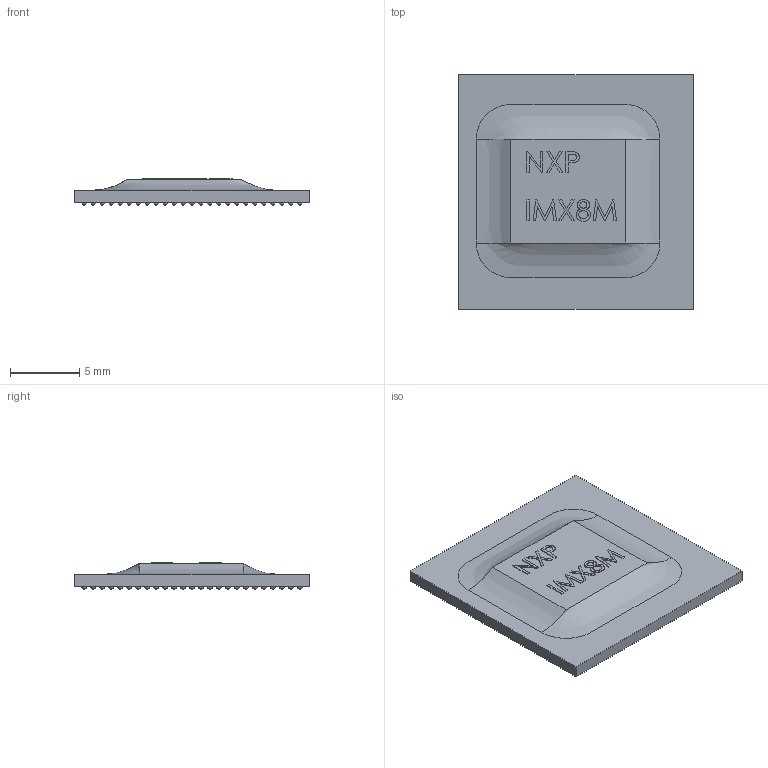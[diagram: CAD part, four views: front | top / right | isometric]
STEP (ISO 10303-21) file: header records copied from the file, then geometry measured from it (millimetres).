
FILE_DESCRIPTION (( 'STEP AP214' ), '1' );
FILE_NAME ('User Library-imx8m_bga_17x17-1.STEP', '2021-12-02T06:35:50', ( '' ), ( '' ), 'SwSTEP 2.0', 'SolidWorks 2021', '' );
FILE_SCHEMA (( 'AUTOMOTIVE_DESIGN' ));
Length unit declared in the file: millimetre
Products named in the file (1): User Library-imx8m_bga_17x17-1
Bounding box: 17 x 17 x 1.9 mm (x, y, z)
Volume: 334.8 mm3; surface area: 724.6 mm2
Topology: 1 solids, 1 shells, 738 faces, 2797 edges, 1452 vertices
Faces by surface type: sphere 621, plane 90, bspline 27
Entity records: 24948 total; most frequent: CARTESIAN_POINT 5393, DIRECTION 4171, ORIENTED_EDGE 3110, AXIS2_PLACEMENT_3D 1958, EDGE_CURVE 1555, VERTEX_POINT 1452, EDGE_LOOP 1371, CIRCLE 1246
